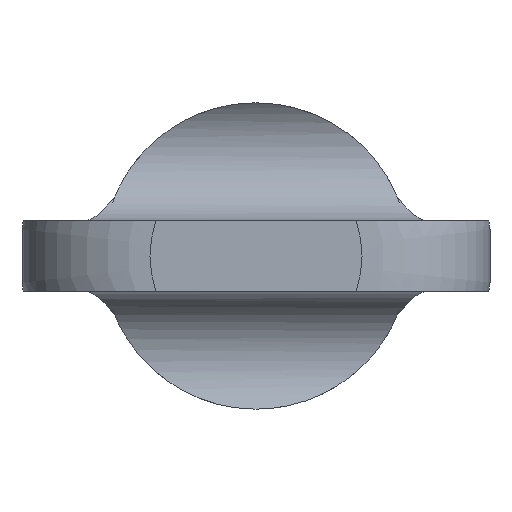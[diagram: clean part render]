
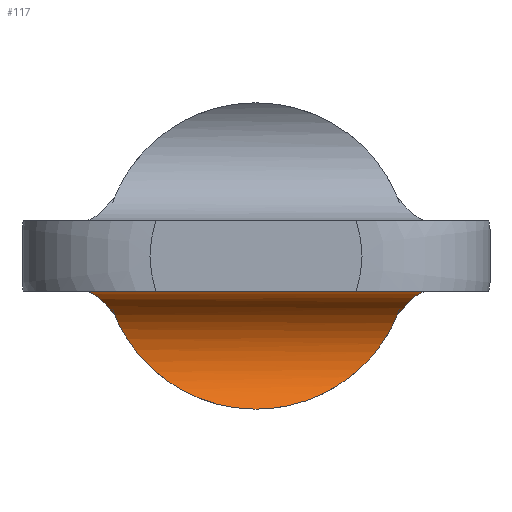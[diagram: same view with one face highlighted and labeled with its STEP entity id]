
A CAD part, left-side view. The second image highlights one B-rep face of the part: STEP entity #117.
In plain terms, the highlighted cylindrical face has radius 3 mm (diameter 6 mm), a partial arc.
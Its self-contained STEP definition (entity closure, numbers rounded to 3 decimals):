
#106 = ORIENTED_EDGE ( 'NONE', *, *, #136, .F. ) ;
#107 = ORIENTED_EDGE ( 'NONE', *, *, #188, .F. ) ;
#108 = ORIENTED_EDGE ( 'NONE', *, *, #109, .T. ) ;
#109 = EDGE_CURVE ( 'NONE', #274, #126, #482, .T. ) ;
#112 = ORIENTED_EDGE ( 'NONE', *, *, #283, .F. ) ;
#116 = EDGE_LOOP ( 'NONE', ( #165, #112, #108, #106, #107 ) ) ;
#117 = ADVANCED_FACE ( 'NONE', ( #421 ), #428, .F. ) ;
#126 = VERTEX_POINT ( 'NONE', #459 ) ;
#136 = EDGE_CURVE ( 'NONE', #199, #126, #398, .T. ) ;
#165 = ORIENTED_EDGE ( 'NONE', *, *, #236, .F. ) ;
#188 = EDGE_CURVE ( 'NONE', #196, #199, #663, .T. ) ;
#196 = VERTEX_POINT ( 'NONE', #691 ) ;
#199 = VERTEX_POINT ( 'NONE', #782 ) ;
#209 = VERTEX_POINT ( 'NONE', #778 ) ;
#236 = EDGE_CURVE ( 'NONE', #209, #196, #625, .T. ) ;
#274 = VERTEX_POINT ( 'NONE', #968 ) ;
#283 = EDGE_CURVE ( 'NONE', #274, #209, #986, .T. ) ;
#387 = CARTESIAN_POINT ( 'NONE',  ( -5.236, 7.279, -1.5 ) ) ;
#388 = CARTESIAN_POINT ( 'NONE',  ( -5.017, 7.185, -1.5 ) ) ;
#389 = CARTESIAN_POINT ( 'NONE',  ( -4.8, 7.088, -1.524 ) ) ;
#390 = CARTESIAN_POINT ( 'NONE',  ( -4.384, 6.89, -1.616 ) ) ;
#391 = CARTESIAN_POINT ( 'NONE',  ( -4.184, 6.789, -1.683 ) ) ;
#392 = CARTESIAN_POINT ( 'NONE',  ( -3.799, 6.576, -1.858 ) ) ;
#393 = CARTESIAN_POINT ( 'NONE',  ( -3.617, 6.467, -1.966 ) ) ;
#394 = CARTESIAN_POINT ( 'NONE',  ( -3.286, 6.241, -2.211 ) ) ;
#396 = CARTESIAN_POINT ( 'NONE',  ( -3.135, 6.124, -2.349 ) ) ;
#397 = CARTESIAN_POINT ( 'NONE',  ( -3., 6., -2.5 ) ) ;
#398 = B_SPLINE_CURVE_WITH_KNOTS ( 'NONE', 3,
 ( #397, #396, #394, #393, #392, #391, #390, #389, #388, #387 ),
 .UNSPECIFIED., .F., .F.,
 ( 4, 2, 2, 2, 4 ),
 ( 0., 0.001, 0.001, 0.002, 0.003 ),
 .UNSPECIFIED. ) ;
#421 = FACE_OUTER_BOUND ( 'NONE', #116, .T. ) ;
#423 = CARTESIAN_POINT ( 'NONE',  ( -5.236, -10., -4.5 ) ) ;
#428 = CYLINDRICAL_SURFACE ( 'NONE', #480, 3. ) ;
#430 = DIRECTION ( 'NONE',  ( 0., 0., 1. ) ) ;
#439 = DIRECTION ( 'NONE',  ( 0., 1., 0. ) ) ;
#459 = CARTESIAN_POINT ( 'NONE',  ( -5.236, 7.279, -1.5 ) ) ;
#471 = DIRECTION ( 'NONE',  ( 0., 1., 0. ) ) ;
#472 = VECTOR ( 'NONE', #471, 1000. ) ;
#480 = AXIS2_PLACEMENT_3D ( 'NONE', #423, #439, #430 ) ;
#481 = CARTESIAN_POINT ( 'NONE',  ( -5.236, -10., -1.5 ) ) ;
#482 = LINE ( 'NONE', #481, #472 ) ;
#568 = CARTESIAN_POINT ( 'NONE',  ( -3., 0., -6.5 ) ) ;
#569 = CARTESIAN_POINT ( 'NONE',  ( -3., -0.331, -6.5 ) ) ;
#570 = CARTESIAN_POINT ( 'NONE',  ( -2.977, -0.658, -6.475 ) ) ;
#571 = CARTESIAN_POINT ( 'NONE',  ( -2.895, -1.296, -6.378 ) ) ;
#572 = CARTESIAN_POINT ( 'NONE',  ( -2.838, -1.609, -6.306 ) ) ;
#573 = CARTESIAN_POINT ( 'NONE',  ( -2.706, -2.223, -6.116 ) ) ;
#574 = CARTESIAN_POINT ( 'NONE',  ( -2.632, -2.524, -5.998 ) ) ;
#575 = CARTESIAN_POINT ( 'NONE',  ( -2.492, -3.1, -5.722 ) ) ;
#576 = CARTESIAN_POINT ( 'NONE',  ( -2.424, -3.377, -5.563 ) ) ;
#577 = CARTESIAN_POINT ( 'NONE',  ( -2.313, -3.913, -5.2 ) ) ;
#578 = CARTESIAN_POINT ( 'NONE',  ( -2.269, -4.172, -4.995 ) ) ;
#625 = B_SPLINE_CURVE_WITH_KNOTS ( 'NONE', 3,
 ( #633, #632, #631, #630, #629, #628, #627, #578, #577, #576, #575, #574, #573, #572, #571, #570, #569, #568 ),
 .UNSPECIFIED., .F., .F.,
 ( 4, 2, 2, 2, 2, 2, 2, 2, 4 ),
 ( 0., 0.001, 0.002, 0.003, 0.004, 0.005, 0.006, 0.007, 0.008 ),
 .UNSPECIFIED. ) ;
#627 = CARTESIAN_POINT ( 'NONE',  ( -2.228, -4.652, -4.551 ) ) ;
#628 = CARTESIAN_POINT ( 'NONE',  ( -2.231, -4.877, -4.31 ) ) ;
#629 = CARTESIAN_POINT ( 'NONE',  ( -2.308, -5.287, -3.795 ) ) ;
#630 = CARTESIAN_POINT ( 'NONE',  ( -2.383, -5.468, -3.528 ) ) ;
#631 = CARTESIAN_POINT ( 'NONE',  ( -2.625, -5.778, -2.994 ) ) ;
#632 = CARTESIAN_POINT ( 'NONE',  ( -2.788, -5.901, -2.737 ) ) ;
#633 = CARTESIAN_POINT ( 'NONE',  ( -3., -6., -2.5 ) ) ;
#663 = B_SPLINE_CURVE_WITH_KNOTS ( 'NONE', 3,
 ( #666, #689, #802, #801, #800, #799, #798, #797, #796, #795, #794, #793, #792, #791, #790, #789, #788, #787, #786, #785 ),
 .UNSPECIFIED., .F., .F.,
 ( 4, 2, 2, 2, 2, 2, 2, 2, 2, 4 ),
 ( 0.008, 0.009, 0.01, 0.012, 0.013, 0.013, 0.014, 0.014, 0.015, 0.016 ),
 .UNSPECIFIED. ) ;
#666 = CARTESIAN_POINT ( 'NONE',  ( -3., 0., -6.5 ) ) ;
#689 = CARTESIAN_POINT ( 'NONE',  ( -3., 0.331, -6.5 ) ) ;
#691 = CARTESIAN_POINT ( 'NONE',  ( -3., 0., -6.5 ) ) ;
#778 = CARTESIAN_POINT ( 'NONE',  ( -3., -6., -2.5 ) ) ;
#782 = CARTESIAN_POINT ( 'NONE',  ( -3., 6., -2.5 ) ) ;
#785 = CARTESIAN_POINT ( 'NONE',  ( -3., 6., -2.5 ) ) ;
#786 = CARTESIAN_POINT ( 'NONE',  ( -2.788, 5.901, -2.737 ) ) ;
#787 = CARTESIAN_POINT ( 'NONE',  ( -2.626, 5.778, -2.993 ) ) ;
#788 = CARTESIAN_POINT ( 'NONE',  ( -2.444, 5.547, -3.392 ) ) ;
#789 = CARTESIAN_POINT ( 'NONE',  ( -2.395, 5.462, -3.527 ) ) ;
#790 = CARTESIAN_POINT ( 'NONE',  ( -2.318, 5.282, -3.791 ) ) ;
#791 = CARTESIAN_POINT ( 'NONE',  ( -2.29, 5.186, -3.921 ) ) ;
#792 = CARTESIAN_POINT ( 'NONE',  ( -2.251, 4.983, -4.177 ) ) ;
#793 = CARTESIAN_POINT ( 'NONE',  ( -2.24, 4.875, -4.303 ) ) ;
#794 = CARTESIAN_POINT ( 'NONE',  ( -2.234, 4.65, -4.545 ) ) ;
#795 = CARTESIAN_POINT ( 'NONE',  ( -2.238, 4.534, -4.661 ) ) ;
#796 = CARTESIAN_POINT ( 'NONE',  ( -2.269, 4.173, -4.994 ) ) ;
#797 = CARTESIAN_POINT ( 'NONE',  ( -2.312, 3.916, -5.198 ) ) ;
#798 = CARTESIAN_POINT ( 'NONE',  ( -2.48, 3.109, -5.745 ) ) ;
#799 = CARTESIAN_POINT ( 'NONE',  ( -2.638, 2.538, -6.019 ) ) ;
#800 = CARTESIAN_POINT ( 'NONE',  ( -2.837, 1.612, -6.305 ) ) ;
#801 = CARTESIAN_POINT ( 'NONE',  ( -2.895, 1.296, -6.378 ) ) ;
#802 = CARTESIAN_POINT ( 'NONE',  ( -2.977, 0.656, -6.475 ) ) ;
#948 = CARTESIAN_POINT ( 'NONE',  ( -3., -6., -2.5 ) ) ;
#949 = CARTESIAN_POINT ( 'NONE',  ( -3.135, -6.124, -2.349 ) ) ;
#950 = CARTESIAN_POINT ( 'NONE',  ( -3.288, -6.243, -2.209 ) ) ;
#951 = CARTESIAN_POINT ( 'NONE',  ( -3.621, -6.469, -1.964 ) ) ;
#968 = CARTESIAN_POINT ( 'NONE',  ( -5.236, -7.279, -1.5 ) ) ;
#979 = CARTESIAN_POINT ( 'NONE',  ( -3.8, -6.577, -1.858 ) ) ;
#980 = CARTESIAN_POINT ( 'NONE',  ( -4.184, -6.789, -1.683 ) ) ;
#981 = CARTESIAN_POINT ( 'NONE',  ( -4.388, -6.892, -1.614 ) ) ;
#982 = CARTESIAN_POINT ( 'NONE',  ( -4.804, -7.09, -1.524 ) ) ;
#983 = CARTESIAN_POINT ( 'NONE',  ( -5.017, -7.186, -1.5 ) ) ;
#984 = CARTESIAN_POINT ( 'NONE',  ( -5.236, -7.279, -1.5 ) ) ;
#986 = B_SPLINE_CURVE_WITH_KNOTS ( 'NONE', 3,
 ( #984, #983, #982, #981, #980, #979, #951, #950, #949, #948 ),
 .UNSPECIFIED., .F., .F.,
 ( 4, 2, 2, 2, 4 ),
 ( 0., 0.001, 0.001, 0.002, 0.003 ),
 .UNSPECIFIED. ) ;
